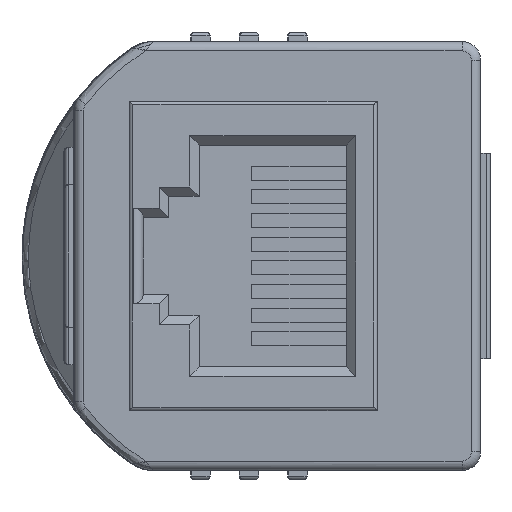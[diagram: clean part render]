
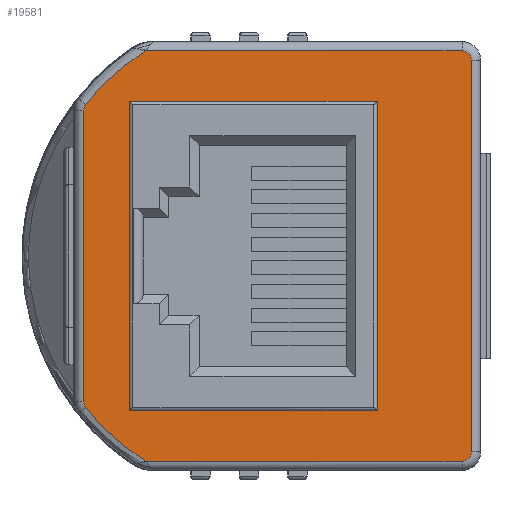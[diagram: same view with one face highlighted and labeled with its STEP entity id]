
A CAD part, left-side view. The second image highlights one B-rep face of the part: STEP entity #19581.
In plain terms, the highlighted planar face has unit normal (-1, 0, 0).
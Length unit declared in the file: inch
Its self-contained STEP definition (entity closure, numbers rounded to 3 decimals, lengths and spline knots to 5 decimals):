
#577 = CARTESIAN_POINT ( 'NONE',  ( -1.87008, 0.33819, 0.32023 ) ) ;
#690 = ORIENTED_EDGE ( 'NONE', *, *, #28102, .T. ) ;
#1573 = VERTEX_POINT ( 'NONE', #17655 ) ;
#1806 = DIRECTION ( 'NONE',  ( -1., 0., 0. ) ) ;
#2066 = AXIS2_PLACEMENT_3D ( 'NONE', #5294, #32593, #9221 ) ;
#2405 = CARTESIAN_POINT ( 'NONE',  ( -1.87008, -0.47638, 0.41334 ) ) ;
#2746 = EDGE_CURVE ( 'NONE', #33287, #13159, #32798, .T. ) ;
#3471 = CIRCLE ( 'NONE', #2066, 0.01969 ) ;
#3487 = EDGE_CURVE ( 'NONE', #13159, #17316, #11178, .T. ) ;
#3628 = VECTOR ( 'NONE', #26886, 39.37008 ) ;
#4197 = VECTOR ( 'NONE', #7680, 39.37008 ) ;
#4584 = EDGE_LOOP ( 'NONE', ( #41773, #28491, #29534, #36685, #49484, #18757, #21171, #16345, #690, #32769 ) ) ;
#4838 = CARTESIAN_POINT ( 'NONE',  ( -1.87008, 0.21174, 0.43302 ) ) ;
#5294 = CARTESIAN_POINT ( 'NONE',  ( -1.87008, 0.32284, 0.30791 ) ) ;
#5437 = CARTESIAN_POINT ( 'NONE',  ( -1.87008, 0.32284, -0.30801 ) ) ;
#5571 = EDGE_CURVE ( 'NONE', #6122, #40117, #34135, .T. ) ;
#6122 = VERTEX_POINT ( 'NONE', #26071 ) ;
#6349 = FACE_BOUND ( 'NONE', #18049, .T. ) ;
#7680 = DIRECTION ( 'NONE',  ( 0., 0., 1. ) ) ;
#7814 = CARTESIAN_POINT ( 'NONE',  ( -1.87008, 0.3204, -0.34251 ) ) ;
#8777 = VECTOR ( 'NONE', #45973, 39.37008 ) ;
#8964 = ORIENTED_EDGE ( 'NONE', *, *, #39372, .T. ) ;
#9221 = DIRECTION ( 'NONE',  ( 0., 1., 0. ) ) ;
#9364 = DIRECTION ( 'NONE',  ( 0., 1., 0. ) ) ;
#10408 = CARTESIAN_POINT ( 'NONE',  ( -1.87008, -0.45669, 0.41334 ) ) ;
#11178 = LINE ( 'NONE', #39819, #41069 ) ;
#11707 = CARTESIAN_POINT ( 'NONE',  ( -1.87008, 0.33819, -0.32033 ) ) ;
#12132 = CARTESIAN_POINT ( 'NONE',  ( -1.87008, 0.2358, 0.41787 ) ) ;
#12685 = CIRCLE ( 'NONE', #40425, 0.01969 ) ;
#12721 = CARTESIAN_POINT ( 'NONE',  ( -1.87008, -0.45669, 0.43302 ) ) ;
#13159 = VERTEX_POINT ( 'NONE', #21447 ) ;
#14338 = DIRECTION ( 'NONE',  ( 0., 0., -1. ) ) ;
#15480 = FACE_OUTER_BOUND ( 'NONE', #4584, .T. ) ;
#15647 = CARTESIAN_POINT ( 'NONE',  ( -1.87008, 0.23581, -0.41796 ) ) ;
#15719 = EDGE_CURVE ( 'NONE', #33239, #32916, #17879, .T. ) ;
#16006 = CARTESIAN_POINT ( 'NONE',  ( -1.87008, -0.47638, -0.41344 ) ) ;
#16070 = CARTESIAN_POINT ( 'NONE',  ( -1.87008, 0.21174, 0.43302 ) ) ;
#16345 = ORIENTED_EDGE ( 'NONE', *, *, #29007, .T. ) ;
#17316 = VERTEX_POINT ( 'NONE', #25749 ) ;
#17655 = CARTESIAN_POINT ( 'NONE',  ( -1.87008, -0.27756, 0.32677 ) ) ;
#17879 = LINE ( 'NONE', #26429, #47806 ) ;
#17949 = CARTESIAN_POINT ( 'NONE',  ( -1.87008, -0.12974, -0.4182 ) ) ;
#18049 = EDGE_LOOP ( 'NONE', ( #8964, #42757, #47757, #29988 ) ) ;
#18269 = CARTESIAN_POINT ( 'NONE',  ( -1.87008, 0.33819, 0.32023 ) ) ;
#18605 = CARTESIAN_POINT ( 'NONE',  ( -1.87008, 0.34252, -0.30801 ) ) ;
#18757 = ORIENTED_EDGE ( 'NONE', *, *, #23414, .T. ) ;
#19417 = VERTEX_POINT ( 'NONE', #12721 ) ;
#19581 = ADVANCED_FACE ( 'NONE', ( #6349, #15480 ), #21704, .T. ) ;
#19986 = CARTESIAN_POINT ( 'NONE',  ( -1.87008, 0.25845, 0.40082 ) ) ;
#21171 = ORIENTED_EDGE ( 'NONE', *, *, #38713, .T. ) ;
#21447 = CARTESIAN_POINT ( 'NONE',  ( -1.87008, 0.21174, -0.43312 ) ) ;
#21704 = PLANE ( 'NONE',  #37384 ) ;
#21882 = DIRECTION ( 'NONE',  ( 0., 0., 1. ) ) ;
#21970 = AXIS2_PLACEMENT_3D ( 'NONE', #5437, #32737, #9364 ) ;
#22312 = DIRECTION ( 'NONE',  ( 0., -1., 0. ) ) ;
#22657 = DIRECTION ( 'NONE',  ( 0., 0., -1. ) ) ;
#22780 = CARTESIAN_POINT ( 'NONE',  ( -1.87008, -0.12974, -0.32677 ) ) ;
#23389 = B_SPLINE_CURVE_WITH_KNOTS ( 'NONE', 3,
 ( #16070, #12132, #19986, #47289, #23923, #577 ),
 .UNSPECIFIED., .F., .F.,
 ( 4, 2, 4 ),
 ( 0., 0.5, 1. ),
 .UNSPECIFIED. ) ;
#23414 = EDGE_CURVE ( 'NONE', #50461, #19417, #12685, .T. ) ;
#23923 = CARTESIAN_POINT ( 'NONE',  ( -1.87008, 0.32039, 0.34242 ) ) ;
#24876 = CARTESIAN_POINT ( 'NONE',  ( -1.87008, 0.33819, -0.32033 ) ) ;
#25017 = DIRECTION ( 'NONE',  ( 0., 1., 0. ) ) ;
#25166 = CARTESIAN_POINT ( 'NONE',  ( -1.87008, -0.45669, -0.41344 ) ) ;
#25410 = VERTEX_POINT ( 'NONE', #4838 ) ;
#25749 = CARTESIAN_POINT ( 'NONE',  ( -1.87008, -0.45669, -0.43312 ) ) ;
#26071 = CARTESIAN_POINT ( 'NONE',  ( -1.87008, 0.24606, -0.32677 ) ) ;
#26324 = CARTESIAN_POINT ( 'NONE',  ( -1.87008, 0.24606, 0.32677 ) ) ;
#26429 = CARTESIAN_POINT ( 'NONE',  ( -1.87008, 0.34252, -0.4182 ) ) ;
#26617 = CIRCLE ( 'NONE', #48305, 0.01969 ) ;
#26886 = DIRECTION ( 'NONE',  ( 0., 1., 0. ) ) ;
#26941 = CIRCLE ( 'NONE', #21970, 0.01969 ) ;
#28102 = EDGE_CURVE ( 'NONE', #41140, #33239, #3471, .T. ) ;
#28491 = ORIENTED_EDGE ( 'NONE', *, *, #2746, .T. ) ;
#29007 = EDGE_CURVE ( 'NONE', #25410, #41140, #23389, .T. ) ;
#29109 = DIRECTION ( 'NONE',  ( 0., 1., 0. ) ) ;
#29534 = ORIENTED_EDGE ( 'NONE', *, *, #3487, .T. ) ;
#29988 = ORIENTED_EDGE ( 'NONE', *, *, #5571, .T. ) ;
#30164 = VECTOR ( 'NONE', #30419, 39.37008 ) ;
#30226 = LINE ( 'NONE', #31714, #40580 ) ;
#30419 = DIRECTION ( 'NONE',  ( 0., -1., 0. ) ) ;
#30632 = EDGE_CURVE ( 'NONE', #32146, #6122, #43907, .T. ) ;
#31084 = CARTESIAN_POINT ( 'NONE',  ( -1.87008, 0.24606, -0.4182 ) ) ;
#31202 = CARTESIAN_POINT ( 'NONE',  ( -1.87008, 0.30088, -0.36307 ) ) ;
#31714 = CARTESIAN_POINT ( 'NONE',  ( -1.87008, -0.27756, -0.4182 ) ) ;
#32146 = VERTEX_POINT ( 'NONE', #42725 ) ;
#32593 = DIRECTION ( 'NONE',  ( -1., 0., 0. ) ) ;
#32737 = DIRECTION ( 'NONE',  ( -1., 0., 0. ) ) ;
#32769 = ORIENTED_EDGE ( 'NONE', *, *, #15719, .T. ) ;
#32798 = B_SPLINE_CURVE_WITH_KNOTS ( 'NONE', 3,
 ( #11707, #7814, #31202, #39050, #15647, #42934 ),
 .UNSPECIFIED., .F., .F.,
 ( 4, 2, 4 ),
 ( 0., 0.5, 1. ),
 .UNSPECIFIED. ) ;
#32916 = VERTEX_POINT ( 'NONE', #18605 ) ;
#33239 = VERTEX_POINT ( 'NONE', #36484 ) ;
#33287 = VERTEX_POINT ( 'NONE', #24876 ) ;
#33528 = EDGE_CURVE ( 'NONE', #50461, #48348, #39912, .T. ) ;
#34135 = LINE ( 'NONE', #31084, #4197 ) ;
#34516 = EDGE_CURVE ( 'NONE', #1573, #32146, #30226, .T. ) ;
#34610 = LINE ( 'NONE', #36453, #44937 ) ;
#35629 = DIRECTION ( 'NONE',  ( 0., 0., -1. ) ) ;
#36453 = CARTESIAN_POINT ( 'NONE',  ( -1.87008, -0.12974, 0.43302 ) ) ;
#36484 = CARTESIAN_POINT ( 'NONE',  ( -1.87008, 0.34252, 0.30791 ) ) ;
#36685 = ORIENTED_EDGE ( 'NONE', *, *, #43593, .T. ) ;
#37384 = AXIS2_PLACEMENT_3D ( 'NONE', #17949, #45226, #21882 ) ;
#37726 = DIRECTION ( 'NONE',  ( -1., 0., 0. ) ) ;
#38713 = EDGE_CURVE ( 'NONE', #19417, #25410, #34610, .T. ) ;
#39050 = CARTESIAN_POINT ( 'NONE',  ( -1.87008, 0.25845, -0.40092 ) ) ;
#39372 = EDGE_CURVE ( 'NONE', #40117, #1573, #40509, .T. ) ;
#39819 = CARTESIAN_POINT ( 'NONE',  ( -1.87008, -0.12974, -0.43312 ) ) ;
#39912 = LINE ( 'NONE', #42062, #8777 ) ;
#40117 = VERTEX_POINT ( 'NONE', #26324 ) ;
#40425 = AXIS2_PLACEMENT_3D ( 'NONE', #10408, #37726, #14338 ) ;
#40509 = LINE ( 'NONE', #45737, #30164 ) ;
#40580 = VECTOR ( 'NONE', #35629, 39.37008 ) ;
#41069 = VECTOR ( 'NONE', #22312, 39.37008 ) ;
#41140 = VERTEX_POINT ( 'NONE', #18269 ) ;
#41773 = ORIENTED_EDGE ( 'NONE', *, *, #48479, .T. ) ;
#42062 = CARTESIAN_POINT ( 'NONE',  ( -1.87008, -0.47638, -0.3354 ) ) ;
#42725 = CARTESIAN_POINT ( 'NONE',  ( -1.87008, -0.27756, -0.32677 ) ) ;
#42757 = ORIENTED_EDGE ( 'NONE', *, *, #34516, .T. ) ;
#42934 = CARTESIAN_POINT ( 'NONE',  ( -1.87008, 0.21174, -0.43312 ) ) ;
#43593 = EDGE_CURVE ( 'NONE', #17316, #48348, #26617, .T. ) ;
#43907 = LINE ( 'NONE', #22780, #3628 ) ;
#44937 = VECTOR ( 'NONE', #25017, 39.37008 ) ;
#45226 = DIRECTION ( 'NONE',  ( -1., 0., 0. ) ) ;
#45737 = CARTESIAN_POINT ( 'NONE',  ( -1.87008, -0.12974, 0.32677 ) ) ;
#45973 = DIRECTION ( 'NONE',  ( 0., 0., -1. ) ) ;
#47289 = CARTESIAN_POINT ( 'NONE',  ( -1.87008, 0.30088, 0.36297 ) ) ;
#47757 = ORIENTED_EDGE ( 'NONE', *, *, #30632, .T. ) ;
#47806 = VECTOR ( 'NONE', #22657, 39.37008 ) ;
#48305 = AXIS2_PLACEMENT_3D ( 'NONE', #25166, #1806, #29109 ) ;
#48348 = VERTEX_POINT ( 'NONE', #16006 ) ;
#48479 = EDGE_CURVE ( 'NONE', #32916, #33287, #26941, .T. ) ;
#49484 = ORIENTED_EDGE ( 'NONE', *, *, #33528, .F. ) ;
#50461 = VERTEX_POINT ( 'NONE', #2405 ) ;
